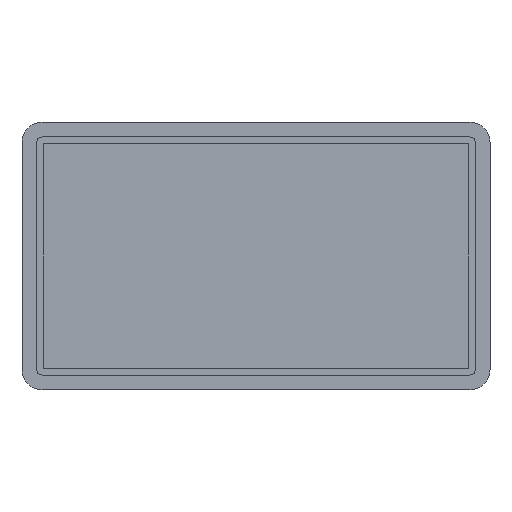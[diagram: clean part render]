
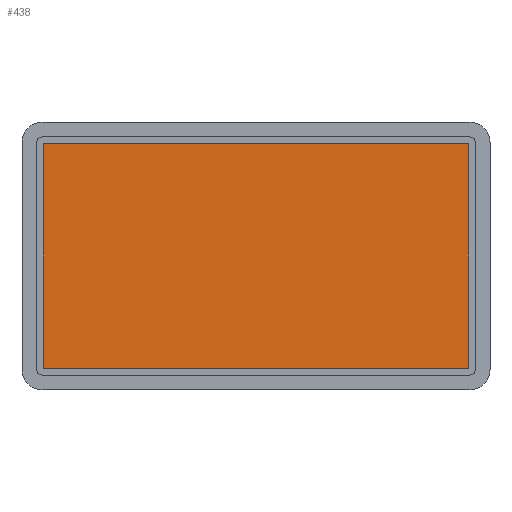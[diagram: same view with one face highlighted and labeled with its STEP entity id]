
A CAD part, front view. The second image highlights one B-rep face of the part: STEP entity #438.
In plain terms, the highlighted planar face has unit normal (0, -1, 0).
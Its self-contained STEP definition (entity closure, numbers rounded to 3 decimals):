
#64=FACE_OUTER_BOUND('',#90,.T.);
#90=EDGE_LOOP('',(#395,#396,#397,#398));
#91=LINE('',#623,#135);
#95=LINE('',#631,#139);
#98=LINE('',#637,#142);
#101=LINE('',#642,#145);
#135=VECTOR('',#497,10.);
#139=VECTOR('',#503,10.);
#142=VECTOR('',#508,10.);
#145=VECTOR('',#513,10.);
#179=VERTEX_POINT('',#621);
#180=VERTEX_POINT('',#622);
#183=VERTEX_POINT('',#630);
#185=VERTEX_POINT('',#636);
#219=EDGE_CURVE('',#179,#180,#91,.T.);
#223=EDGE_CURVE('',#180,#183,#95,.T.);
#226=EDGE_CURVE('',#183,#185,#98,.T.);
#229=EDGE_CURVE('',#185,#179,#101,.T.);
#395=ORIENTED_EDGE('',*,*,#219,.T.);
#396=ORIENTED_EDGE('',*,*,#223,.T.);
#397=ORIENTED_EDGE('',*,*,#226,.T.);
#398=ORIENTED_EDGE('',*,*,#229,.T.);
#414=PLANE('',#492);
#438=ADVANCED_FACE('',(#64),#414,.F.);
#492=AXIS2_PLACEMENT_3D('',#743,#617,#618);
#497=DIRECTION('',(0.,0.,-1.));
#503=DIRECTION('',(1.,0.,0.));
#508=DIRECTION('',(0.,0.,1.));
#513=DIRECTION('',(-1.,0.,0.));
#617=DIRECTION('center_axis',(0.,1.,0.));
#618=DIRECTION('ref_axis',(1.,0.,0.));
#621=CARTESIAN_POINT('',(-31.8,0.,16.8));
#622=CARTESIAN_POINT('',(-31.8,0.,-16.8));
#623=CARTESIAN_POINT('',(-31.8,0.,-8.4));
#630=CARTESIAN_POINT('',(31.8,0.,-16.8));
#631=CARTESIAN_POINT('',(15.9,0.,-16.8));
#636=CARTESIAN_POINT('',(31.8,0.,16.8));
#637=CARTESIAN_POINT('',(31.8,0.,8.4));
#642=CARTESIAN_POINT('',(-15.9,0.,16.8));
#743=CARTESIAN_POINT('Origin',(0.,0.,0.));
